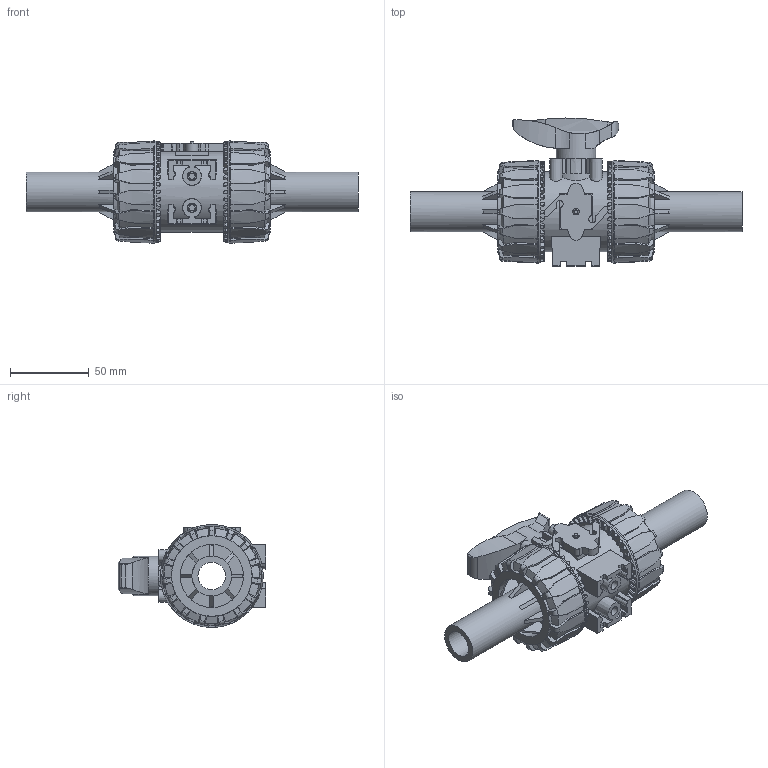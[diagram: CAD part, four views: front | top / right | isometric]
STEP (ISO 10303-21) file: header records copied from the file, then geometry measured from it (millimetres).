
FILE_DESCRIPTION(/* description */ (''),/* implementation_level */ '2;1');
FILE_NAME(/* name */ 'VKDBEM025E.iam.stp',/* time_stamp */ '2013-10-23T10:28:37+02:00',/* author */ ('FBRUSA'),/* organization */ (''),/* preprocessor_version */ 'ST-DEVELOPER v15.2',/* originating_system */ 'Autodesk Inventor 2014',/* authorisation */ '');
FILE_SCHEMA (('AUTOMOTIVE_DESIGN { 1 0 10303 214 3 1 1 }'));
Length unit declared in the file: millimetre
Products named in the file (6): cassa VKD_25; Arpione 20-25; NTVKD025V; CVDE11025; 1MNC020; VKDBEM025E
Bounding box: 210.2 x 93.67 x 64.98 mm (x, y, z)
Volume: 294306.3 mm3; surface area: 90302.1 mm2
Topology: 7 solids, 7 shells, 1417 faces, 3911 edges, 2537 vertices
Faces by surface type: plane 697, cylinder 360, cone 324, torus 30, bspline 6
Full cylindrical faces by diameter (mm): 2.4 x1, 3.1 x1, 4 x2, 4.075 x1, 4.2 x1, 5.5 x2, 6 x2, 17.5 x2, 18.5 x1, 25 x1, 25.3 x2, 35 x1, 43.5 x2, 44.6 x2, 48.5 x2, 51 x1, 65 x2
Entity records: 29136 total; most frequent: CARTESIAN_POINT 8440, ORIENTED_EDGE 4534, DIRECTION 4155, EDGE_CURVE 2267, AXIS2_PLACEMENT_3D 1634, VERTEX_POINT 1498, EDGE_LOOP 907, LINE 887
